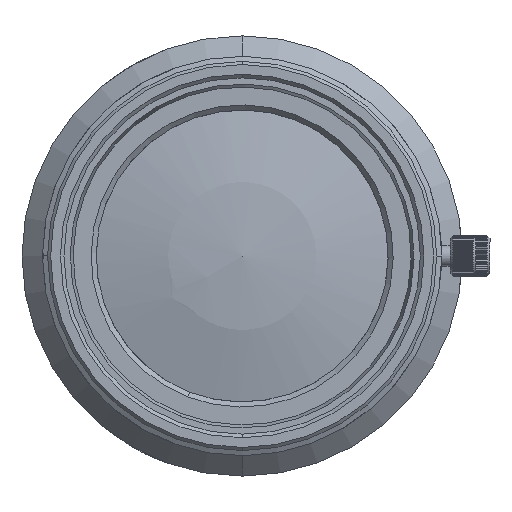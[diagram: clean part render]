
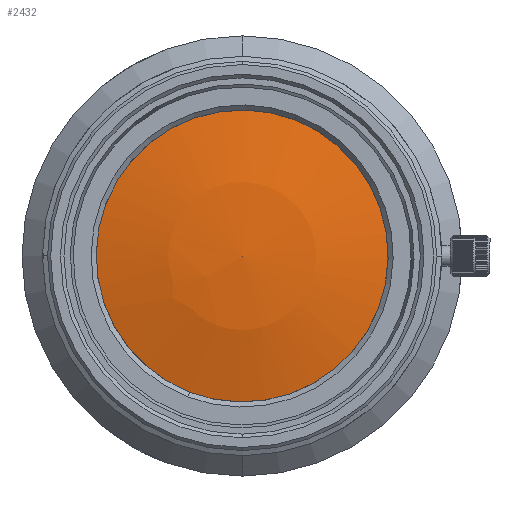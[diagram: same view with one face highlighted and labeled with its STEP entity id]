
A CAD part, left-side view. The second image highlights one B-rep face of the part: STEP entity #2432.
In plain terms, the highlighted spherical face has radius 56.35 mm.
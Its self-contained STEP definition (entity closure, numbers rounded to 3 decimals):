
#2350 = AXIS2_PLACEMENT_3D ( 'NONE', #35185, #19082, #3144 ) ;
#2432 = ADVANCED_FACE ( 'NONE', ( #6337 ), #14842, .T. ) ;
#3144 = DIRECTION ( 'NONE',  ( 0., 0.86, -0.511 ) ) ;
#5019 = AXIS2_PLACEMENT_3D ( 'NONE', #19957, #45118, #48650 ) ;
#6337 = FACE_OUTER_BOUND ( 'NONE', #17874, .T. ) ;
#7139 = CARTESIAN_POINT ( 'NONE',  ( -44.63, 0., 0. ) ) ;
#12652 = CIRCLE ( 'NONE', #5019, 14.321 ) ;
#14842 = SPHERICAL_SURFACE ( 'NONE', #2350, 56.35 ) ;
#15208 = CIRCLE ( 'NONE', #38280, 14.321 ) ;
#17446 = CARTESIAN_POINT ( 'NONE',  ( -44.63, 5.151, -13.362 ) ) ;
#17874 = EDGE_LOOP ( 'NONE', ( #29920, #21349 ) ) ;
#19082 = DIRECTION ( 'NONE',  ( -1., 0., 0. ) ) ;
#19957 = CARTESIAN_POINT ( 'NONE',  ( -44.63, 0., 0. ) ) ;
#21349 = ORIENTED_EDGE ( 'NONE', *, *, #30128, .T. ) ;
#23417 = DIRECTION ( 'NONE',  ( -1., 0., 0. ) ) ;
#29920 = ORIENTED_EDGE ( 'NONE', *, *, #42039, .T. ) ;
#30128 = EDGE_CURVE ( 'NONE', #48881, #34615, #12652, .T. ) ;
#34615 = VERTEX_POINT ( 'NONE', #17446 ) ;
#35185 = CARTESIAN_POINT ( 'NONE',  ( 9.87, 0., 0. ) ) ;
#36393 = CARTESIAN_POINT ( 'NONE',  ( -44.63, -5.151, 13.362 ) ) ;
#38280 = AXIS2_PLACEMENT_3D ( 'NONE', #7139, #23417, #39759 ) ;
#39759 = DIRECTION ( 'NONE',  ( 0., 0., -1. ) ) ;
#42039 = EDGE_CURVE ( 'NONE', #34615, #48881, #15208, .T. ) ;
#45118 = DIRECTION ( 'NONE',  ( -1., 0., 0. ) ) ;
#48650 = DIRECTION ( 'NONE',  ( 0., 0., -1. ) ) ;
#48881 = VERTEX_POINT ( 'NONE', #36393 ) ;
